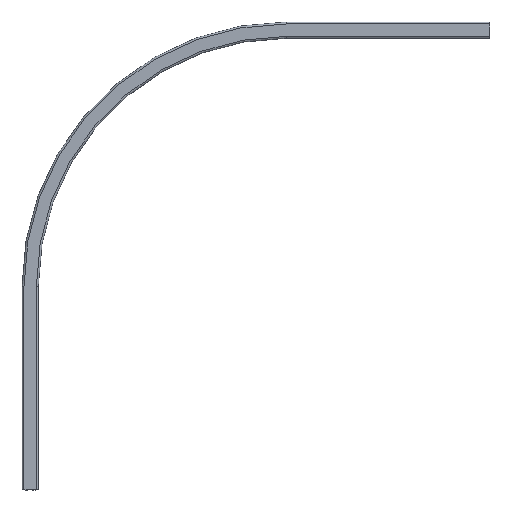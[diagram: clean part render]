
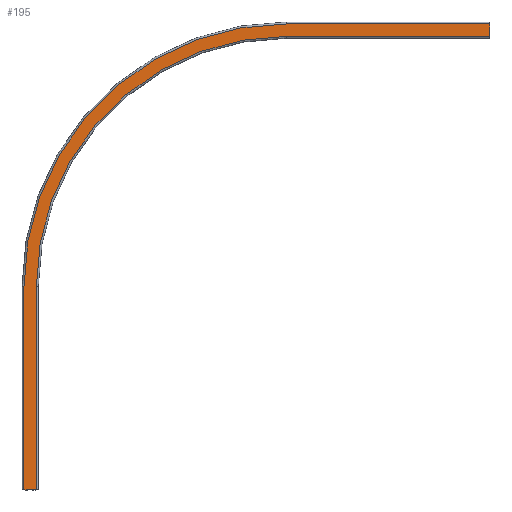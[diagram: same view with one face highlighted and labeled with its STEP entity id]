
A CAD part, top view. The second image highlights one B-rep face of the part: STEP entity #195.
In plain terms, the highlighted face is planar.
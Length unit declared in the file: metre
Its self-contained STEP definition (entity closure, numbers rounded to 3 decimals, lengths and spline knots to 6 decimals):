
#195=ADVANCED_FACE('',(#410),#411,.T.);
#410=FACE_OUTER_BOUND('',#646,.T.);
#411=PLANE('',#647);
#646=EDGE_LOOP('',(#1077,#1078,#1079,#1080,#1081,#1082,#1083,#1084));
#647=AXIS2_PLACEMENT_3D('',#1085,#1086,#1087);
#1077=ORIENTED_EDGE('',*,*,#1596,.F.);
#1078=ORIENTED_EDGE('',*,*,#1597,.F.);
#1079=ORIENTED_EDGE('',*,*,#1598,.T.);
#1080=ORIENTED_EDGE('',*,*,#1591,.T.);
#1081=ORIENTED_EDGE('',*,*,#1566,.T.);
#1082=ORIENTED_EDGE('',*,*,#1599,.F.);
#1083=ORIENTED_EDGE('',*,*,#1586,.F.);
#1084=ORIENTED_EDGE('',*,*,#1600,.T.);
#1085=CARTESIAN_POINT('',(-0.01525,0.035,0.));
#1086=DIRECTION('',(0.,1.,0.));
#1087=DIRECTION('',(1.,0.,0.));
#1566=EDGE_CURVE('',#1906,#1904,#1907,.T.);
#1586=EDGE_CURVE('',#1936,#1939,#1940,.T.);
#1591=EDGE_CURVE('',#1945,#1906,#1947,.T.);
#1596=EDGE_CURVE('',#1952,#1953,#1954,.T.);
#1597=EDGE_CURVE('',#1955,#1952,#1956,.T.);
#1598=EDGE_CURVE('',#1955,#1945,#1957,.T.);
#1599=EDGE_CURVE('',#1939,#1904,#1958,.T.);
#1600=EDGE_CURVE('',#1936,#1953,#1959,.T.);
#1904=VERTEX_POINT('',#2344);
#1906=VERTEX_POINT('',#2346);
#1907=LINE('',#2347,#2348);
#1936=VERTEX_POINT('',#2384);
#1939=VERTEX_POINT('',#2387);
#1940=CIRCLE('',#2388,0.64525);
#1945=VERTEX_POINT('',#2393);
#1947=LINE('',#2395,#2396);
#1952=VERTEX_POINT('',#2401);
#1953=VERTEX_POINT('',#2402);
#1954=LINE('',#2403,#2404);
#1955=VERTEX_POINT('',#2405);
#1956=LINE('',#2406,#2407);
#1957=CIRCLE('',#2408,0.61475);
#1958=LINE('',#2409,#2410);
#1959=LINE('',#2411,#2412);
#2344=CARTESIAN_POINT('',(1.13,0.035,-0.64525));
#2346=CARTESIAN_POINT('',(1.13,0.035,-0.61475));
#2347=CARTESIAN_POINT('',(1.13,0.035,-0.64525));
#2348=VECTOR('',#2713,1.);
#2384=CARTESIAN_POINT('',(-0.01525,0.035,0.));
#2387=CARTESIAN_POINT('',(0.63,0.035,-0.64525));
#2388=AXIS2_PLACEMENT_3D('',#2751,#2752,#2753);
#2393=CARTESIAN_POINT('',(0.63,0.035,-0.61475));
#2395=CARTESIAN_POINT('',(0.63,0.035,-0.61475));
#2396=VECTOR('',#2763,1.);
#2401=CARTESIAN_POINT('',(0.01525,0.035,0.5));
#2402=CARTESIAN_POINT('',(-0.01525,0.035,0.5));
#2403=CARTESIAN_POINT('',(-0.01525,0.035,0.5));
#2404=VECTOR('',#2770,1.);
#2405=CARTESIAN_POINT('',(0.01525,0.035,0.));
#2406=CARTESIAN_POINT('',(0.01525,0.035,0.));
#2407=VECTOR('',#2771,1.);
#2408=AXIS2_PLACEMENT_3D('',#2772,#2773,#2774);
#2409=CARTESIAN_POINT('',(0.63,0.035,-0.64525));
#2410=VECTOR('',#2775,1.);
#2411=CARTESIAN_POINT('',(-0.01525,0.035,0.));
#2412=VECTOR('',#2776,1.);
#2713=DIRECTION('',(0.,0.,-1.));
#2751=CARTESIAN_POINT('',(0.63,0.035,0.));
#2752=DIRECTION('',(0.,-1.,0.));
#2753=DIRECTION('',(0.,0.,-1.));
#2763=DIRECTION('',(1.,0.,0.));
#2770=DIRECTION('',(-1.,0.,0.));
#2771=DIRECTION('',(0.,0.,1.));
#2772=CARTESIAN_POINT('',(0.63,0.035,0.));
#2773=DIRECTION('',(0.,-1.,0.));
#2774=DIRECTION('',(0.,0.,-1.));
#2775=DIRECTION('',(1.,0.,0.));
#2776=DIRECTION('',(0.,0.,1.));
